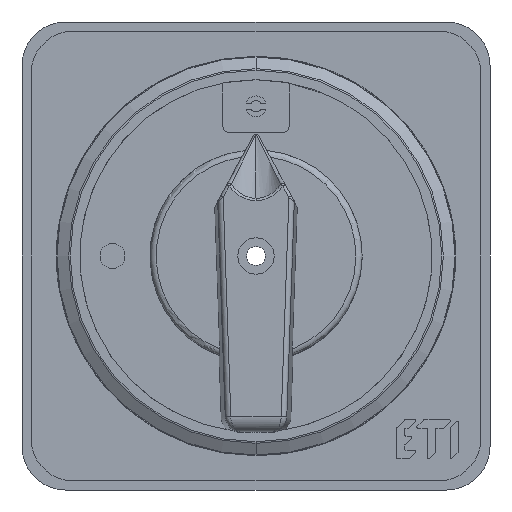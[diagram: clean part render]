
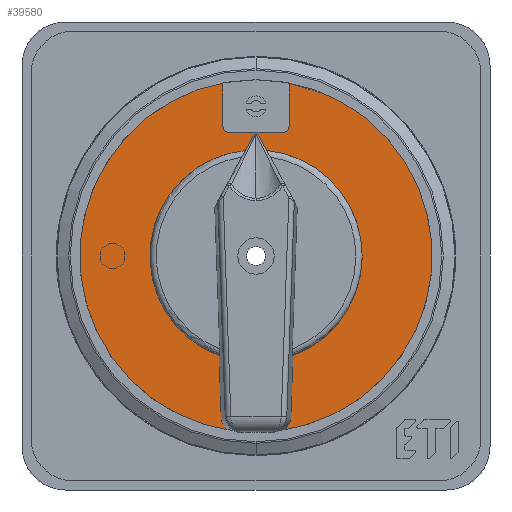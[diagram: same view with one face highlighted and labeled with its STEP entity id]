
A CAD part, front view. The second image highlights one B-rep face of the part: STEP entity #39580.
In plain terms, the highlighted planar face has unit normal (0, -1, 0).
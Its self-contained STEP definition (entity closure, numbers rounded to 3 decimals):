
#34804=CARTESIAN_POINT('',(0.,-14.75,0.));
#34805=DIRECTION('',(0.,-1.,0.));
#34806=DIRECTION('',(-0.989,0.,0.145));
#34807=AXIS2_PLACEMENT_3D('',#34804,#34805,#34806);
#34812=CARTESIAN_POINT('',(0.,-14.75,0.));
#34813=DIRECTION('',(0.,-1.,0.));
#34814=DIRECTION('',(-0.188,0.,0.982));
#34815=AXIS2_PLACEMENT_3D('',#34812,#34813,#34814);
#34820=CARTESIAN_POINT('',(-4.3,-14.75,20.75));
#34821=DIRECTION('',(0.,1.,0.));
#34822=DIRECTION('',(0.,0.,-1.));
#34823=AXIS2_PLACEMENT_3D('',#34820,#34821,#34822);
#34828=CARTESIAN_POINT('',(4.3,-14.75,20.75));
#34829=DIRECTION('',(0.,1.,0.));
#34830=DIRECTION('',(1.,0.,0.));
#34831=AXIS2_PLACEMENT_3D('',#34828,#34829,#34830);
#34836=CARTESIAN_POINT('',(0.,-14.75,0.));
#34837=DIRECTION('',(0.,-1.,0.));
#34838=DIRECTION('',(0.396,0.,0.918));
#34839=AXIS2_PLACEMENT_3D('',#34836,#34837,#34838);
#34844=CARTESIAN_POINT('',(0.,-14.75,0.));
#34845=DIRECTION('',(0.,-1.,0.));
#34846=DIRECTION('',(0.62,0.,0.784));
#34847=AXIS2_PLACEMENT_3D('',#34844,#34845,#34846);
#34852=CARTESIAN_POINT('',(0.,-14.75,0.));
#34853=DIRECTION('',(0.,-1.,0.));
#34854=DIRECTION('',(0.62,0.,-0.784));
#34855=AXIS2_PLACEMENT_3D('',#34852,#34853,#34854);
#34860=CARTESIAN_POINT('',(0.,-14.75,0.));
#34861=DIRECTION('',(0.,-1.,0.));
#34862=DIRECTION('',(0.396,0.,-0.918));
#34863=AXIS2_PLACEMENT_3D('',#34860,#34861,#34862);
#34868=CARTESIAN_POINT('',(0.,-14.75,0.));
#34869=DIRECTION('',(0.,-1.,0.));
#34870=DIRECTION('',(0.16,0.,-0.987));
#34871=AXIS2_PLACEMENT_3D('',#34868,#34869,#34870);
#34876=CARTESIAN_POINT('',(5.577,-14.75,-25.938));
#34877=CARTESIAN_POINT('',(5.563,-14.75,-26.348));
#34878=CARTESIAN_POINT('',(5.348,-14.75,-27.069));
#34879=CARTESIAN_POINT('',(4.866,-14.75,-27.646));
#34880=CARTESIAN_POINT('',(4.532,-14.75,-27.884));
#34885=DIRECTION('',(-0.035,0.,-0.999));
#34886=VECTOR('',#34885,10.01);
#34887=CARTESIAN_POINT('',(5.926,-14.75,-15.934));
#34888=LINE('',#34887,#34886);
#34892=CARTESIAN_POINT('',(0.,-14.75,0.));
#34893=DIRECTION('',(0.,1.,0.));
#34894=DIRECTION('',(0.099,0.,0.995));
#34895=AXIS2_PLACEMENT_3D('',#34892,#34893,#34894);
#34900=DIRECTION('',(0.48,0.,-0.877));
#34901=VECTOR('',#34900,2.691);
#34902=CARTESIAN_POINT('',(0.395,-14.75,19.278));
#34903=LINE('',#34902,#34901);
#34907=CARTESIAN_POINT('',(0.,-14.75,19.062));
#34908=DIRECTION('',(0.,1.,0.));
#34909=DIRECTION('',(0.,0.,1.));
#34910=AXIS2_PLACEMENT_3D('',#34907,#34908,#34909);
#34915=CARTESIAN_POINT('',(0.,-14.75,19.062));
#34916=DIRECTION('',(0.,1.,0.));
#34917=DIRECTION('',(-0.877,0.,0.48));
#34918=AXIS2_PLACEMENT_3D('',#34915,#34916,#34917);
#34923=DIRECTION('',(0.48,0.,0.877));
#34924=VECTOR('',#34923,2.691);
#34925=CARTESIAN_POINT('',(-1.685,-14.75,16.916));
#34926=LINE('',#34925,#34924);
#34930=CARTESIAN_POINT('',(0.,-14.75,0.));
#34931=DIRECTION('',(0.,1.,0.));
#34932=DIRECTION('',(-0.349,0.,-0.937));
#34933=AXIS2_PLACEMENT_3D('',#34930,#34931,#34932);
#34938=DIRECTION('',(-0.035,0.,0.999));
#34939=VECTOR('',#34938,10.01);
#34940=CARTESIAN_POINT('',(-5.577,-14.75,-25.938));
#34941=LINE('',#34940,#34939);
#34945=CARTESIAN_POINT('',(-4.532,-14.75,-27.884));
#34946=CARTESIAN_POINT('',(-4.866,-14.75,-27.646));
#34947=CARTESIAN_POINT('',(-5.348,-14.75,-27.069));
#34948=CARTESIAN_POINT('',(-5.563,-14.75,-26.348));
#34949=CARTESIAN_POINT('',(-5.577,-14.75,-25.938));
#34954=CARTESIAN_POINT('',(0.,-14.75,0.));
#34955=DIRECTION('',(0.,-1.,0.));
#34956=DIRECTION('',(-0.989,0.,-0.145));
#34957=AXIS2_PLACEMENT_3D('',#34954,#34955,#34956);
#35313=DIRECTION('',(0.,0.,1.));
#35314=VECTOR('',#35313,6.998);
#35315=CARTESIAN_POINT('',(5.3,-14.75,20.75));
#35316=LINE('',#35315,#35314);
#35341=DIRECTION('',(1.,0.,0.));
#35342=VECTOR('',#35341,8.6);
#35343=CARTESIAN_POINT('',(-4.3,-14.75,19.75));
#35344=LINE('',#35343,#35342);
#35369=DIRECTION('',(0.,0.,-1.));
#35370=VECTOR('',#35369,6.998);
#35371=CARTESIAN_POINT('',(-5.3,-14.75,27.748));
#35372=LINE('',#35371,#35370);
#35959=CARTESIAN_POINT('',(-5.926,-14.75,-15.934));
#37028=CARTESIAN_POINT('',(11.182,-14.75,25.943));
#37030=VERTEX_POINT('',#37028);
#37039=CARTESIAN_POINT('',(5.3,-14.75,27.748));
#37041=VERTEX_POINT('',#37039);
#37042=CARTESIAN_POINT('',(17.526,-14.75,-22.156));
#37044=VERTEX_POINT('',#37042);
#37131=CARTESIAN_POINT('',(17.526,-14.75,22.156));
#37132=VERTEX_POINT('',#37131);
#37151=CARTESIAN_POINT('',(4.532,-14.75,-27.884));
#37152=CARTESIAN_POINT('',(11.182,-14.75,-25.943));
#37153=VERTEX_POINT('',#37151);
#37154=VERTEX_POINT('',#37152);
#37171=CARTESIAN_POINT('',(-0.395,-14.75,19.278));
#37172=VERTEX_POINT('',#37171);
#37175=CARTESIAN_POINT('',(0.,-14.75,19.512));
#37176=VERTEX_POINT('',#37175);
#37320=CARTESIAN_POINT('',(0.395,-14.75,19.278));
#37321=VERTEX_POINT('',#37320);
#37322=VERTEX_POINT('',#35959);
#37326=CARTESIAN_POINT('',(-27.951,-14.75,-4.1));
#37328=VERTEX_POINT('',#37326);
#37329=CARTESIAN_POINT('',(5.926,-14.75,-15.934));
#37330=CARTESIAN_POINT('',(5.577,-14.75,-25.938));
#37331=VERTEX_POINT('',#37329);
#37332=VERTEX_POINT('',#37330);
#37336=CARTESIAN_POINT('',(-1.685,-14.75,16.916));
#37337=VERTEX_POINT('',#37336);
#37375=CARTESIAN_POINT('',(-27.951,-14.75,4.1));
#37376=VERTEX_POINT('',#37375);
#37381=CARTESIAN_POINT('',(1.685,-14.75,16.916));
#37382=VERTEX_POINT('',#37381);
#37387=CARTESIAN_POINT('',(-5.577,-14.75,-25.938));
#37388=VERTEX_POINT('',#37387);
#37401=CARTESIAN_POINT('',(-4.532,-14.75,-27.884));
#37402=VERTEX_POINT('',#37401);
#37425=CARTESIAN_POINT('',(-4.3,-14.75,19.75));
#37427=VERTEX_POINT('',#37425);
#37434=CARTESIAN_POINT('',(4.3,-14.75,19.75));
#37436=VERTEX_POINT('',#37434);
#37439=CARTESIAN_POINT('',(5.3,-14.75,20.75));
#37440=VERTEX_POINT('',#37439);
#37493=CARTESIAN_POINT('',(-5.3,-14.75,27.748));
#37494=VERTEX_POINT('',#37493);
#37498=CARTESIAN_POINT('',(-5.3,-14.75,20.75));
#37500=VERTEX_POINT('',#37498);
#39529=CARTESIAN_POINT('',(0.,-14.75,0.));
#39530=DIRECTION('',(0.,1.,0.));
#39531=DIRECTION('',(0.,0.,1.));
#39532=AXIS2_PLACEMENT_3D('',#39529,#39530,#39531);
#39533=PLANE('',#39532);
#39535=ORIENTED_EDGE('',*,*,#39534,.F.);
#39537=ORIENTED_EDGE('',*,*,#39536,.F.);
#39539=ORIENTED_EDGE('',*,*,#39538,.T.);
#39541=ORIENTED_EDGE('',*,*,#39540,.F.);
#39543=ORIENTED_EDGE('',*,*,#39542,.T.);
#39545=ORIENTED_EDGE('',*,*,#39544,.F.);
#39547=ORIENTED_EDGE('',*,*,#39546,.T.);
#39549=ORIENTED_EDGE('',*,*,#39548,.F.);
#39551=ORIENTED_EDGE('',*,*,#39550,.F.);
#39553=ORIENTED_EDGE('',*,*,#39552,.F.);
#39555=ORIENTED_EDGE('',*,*,#39554,.F.);
#39557=ORIENTED_EDGE('',*,*,#39556,.F.);
#39558=ORIENTED_EDGE('',*,*,#39510,.F.);
#39560=ORIENTED_EDGE('',*,*,#39559,.F.);
#39562=ORIENTED_EDGE('',*,*,#39561,.F.);
#39564=ORIENTED_EDGE('',*,*,#39563,.F.);
#39566=ORIENTED_EDGE('',*,*,#39565,.F.);
#39568=ORIENTED_EDGE('',*,*,#39567,.F.);
#39570=ORIENTED_EDGE('',*,*,#39569,.F.);
#39572=ORIENTED_EDGE('',*,*,#39571,.F.);
#39574=ORIENTED_EDGE('',*,*,#39573,.F.);
#39575=ORIENTED_EDGE('',*,*,#39113,.F.);
#39577=ORIENTED_EDGE('',*,*,#39576,.F.);
#39578=EDGE_LOOP('',(#39535,#39537,#39539,#39541,#39543,#39545,#39547,#39549,
#39551,#39553,#39555,#39557,#39558,#39560,#39562,#39564,#39566,#39568,#39570,
#39572,#39574,#39575,#39577));
#39579=FACE_OUTER_BOUND('',#39578,.F.);
#34808=CIRCLE('',#34807,28.25);
#34816=CIRCLE('',#34815,28.25);
#34824=CIRCLE('',#34823,1.);
#34832=CIRCLE('',#34831,1.);
#34840=CIRCLE('',#34839,28.25);
#34848=CIRCLE('',#34847,28.25);
#34856=CIRCLE('',#34855,28.25);
#34864=CIRCLE('',#34863,28.25);
#34872=CIRCLE('',#34871,28.25);
#34881=B_SPLINE_CURVE_WITH_KNOTS('',3,(#34876,#34877,#34878,#34879,#34880),
.UNSPECIFIED.,.F.,.F.,(4,1,4),(0.,0.5,1.),.UNSPECIFIED.);
#34896=CIRCLE('',#34895,17.);
#34911=CIRCLE('',#34910,0.45);
#34919=CIRCLE('',#34918,0.45);
#34934=CIRCLE('',#34933,17.);
#34950=B_SPLINE_CURVE_WITH_KNOTS('',3,(#34945,#34946,#34947,#34948,#34949),
.UNSPECIFIED.,.F.,.F.,(4,1,4),(0.,0.5,1.),.UNSPECIFIED.);
#34958=CIRCLE('',#34957,28.25);
#39113=EDGE_CURVE('',#37402,#37388,#34950,.T.);
#39510=EDGE_CURVE('',#37332,#37153,#34881,.T.);
#39534=EDGE_CURVE('',#37376,#37328,#34808,.T.);
#39536=EDGE_CURVE('',#37494,#37376,#34816,.T.);
#39538=EDGE_CURVE('',#37494,#37500,#35372,.T.);
#39540=EDGE_CURVE('',#37427,#37500,#34824,.T.);
#39542=EDGE_CURVE('',#37427,#37436,#35344,.T.);
#39544=EDGE_CURVE('',#37440,#37436,#34832,.T.);
#39546=EDGE_CURVE('',#37440,#37041,#35316,.T.);
#39548=EDGE_CURVE('',#37030,#37041,#34840,.T.);
#39550=EDGE_CURVE('',#37132,#37030,#34848,.T.);
#39552=EDGE_CURVE('',#37044,#37132,#34856,.T.);
#39554=EDGE_CURVE('',#37154,#37044,#34864,.T.);
#39556=EDGE_CURVE('',#37153,#37154,#34872,.T.);
#39559=EDGE_CURVE('',#37331,#37332,#34888,.T.);
#39561=EDGE_CURVE('',#37382,#37331,#34896,.T.);
#39563=EDGE_CURVE('',#37321,#37382,#34903,.T.);
#39565=EDGE_CURVE('',#37176,#37321,#34911,.T.);
#39567=EDGE_CURVE('',#37172,#37176,#34919,.T.);
#39569=EDGE_CURVE('',#37337,#37172,#34926,.T.);
#39571=EDGE_CURVE('',#37322,#37337,#34934,.T.);
#39573=EDGE_CURVE('',#37388,#37322,#34941,.T.);
#39576=EDGE_CURVE('',#37328,#37402,#34958,.T.);
#39580=ADVANCED_FACE('',(#39579),#39533,.F.);
